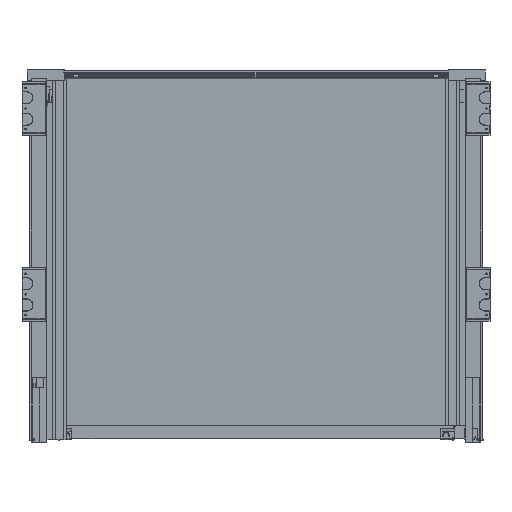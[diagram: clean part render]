
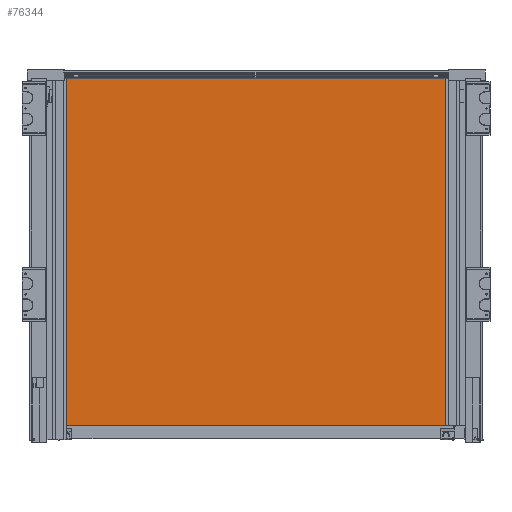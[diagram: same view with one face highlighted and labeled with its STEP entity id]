
A CAD part, front view. The second image highlights one B-rep face of the part: STEP entity #76344.
In plain terms, the highlighted planar face has unit normal (0, -1, 0).
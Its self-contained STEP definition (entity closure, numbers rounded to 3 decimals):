
#4394=FACE_OUTER_BOUND('',#8362,.T.);
#8362=EDGE_LOOP('',(#47563,#47564,#47565,#47566));
#12599=LINE('',#104002,#20902);
#12603=LINE('',#104010,#20906);
#12606=LINE('',#104016,#20909);
#12609=LINE('',#104021,#20912);
#20902=VECTOR('',#85518,1000.);
#20906=VECTOR('',#85524,1000.);
#20909=VECTOR('',#85529,1000.);
#20912=VECTOR('',#85534,1000.);
#29205=VERTEX_POINT('',#104000);
#29206=VERTEX_POINT('',#104001);
#29209=VERTEX_POINT('',#104009);
#29211=VERTEX_POINT('',#104015);
#36494=EDGE_CURVE('',#29205,#29206,#12599,.T.);
#36498=EDGE_CURVE('',#29206,#29209,#12603,.T.);
#36501=EDGE_CURVE('',#29209,#29211,#12606,.T.);
#36504=EDGE_CURVE('',#29211,#29205,#12609,.T.);
#47563=ORIENTED_EDGE('',*,*,#36494,.F.);
#47564=ORIENTED_EDGE('',*,*,#36504,.F.);
#47565=ORIENTED_EDGE('',*,*,#36501,.F.);
#47566=ORIENTED_EDGE('',*,*,#36498,.F.);
#69646=PLANE('',#80428);
#76344=ADVANCED_FACE('',(#4394),#69646,.T.);
#80428=AXIS2_PLACEMENT_3D('',#104024,#85538,#85539);
#85518=DIRECTION('',(0.,0.,-1.));
#85524=DIRECTION('',(-1.,0.,0.));
#85529=DIRECTION('',(0.,0.,1.));
#85534=DIRECTION('',(1.,0.,0.));
#85538=DIRECTION('center_axis',(0.,-1.,0.));
#85539=DIRECTION('ref_axis',(0.,0.,
-1.));
#104000=CARTESIAN_POINT('',(1240.977,1298.439,152.6));
#104001=CARTESIAN_POINT('',(1240.977,1298.439,-273.4));
#104002=CARTESIAN_POINT('',(1240.977,1298.439,152.6));
#104009=CARTESIAN_POINT('',(751.977,1298.439,-273.4));
#104010=CARTESIAN_POINT('',(751.977,1298.439,-273.4));
#104015=CARTESIAN_POINT('',(751.977,1298.439,152.6));
#104016=CARTESIAN_POINT('',(751.977,1298.439,152.6));
#104021=CARTESIAN_POINT('',(751.977,1298.439,152.6));
#104024=CARTESIAN_POINT('Origin',(996.477,1298.439,-60.4));
